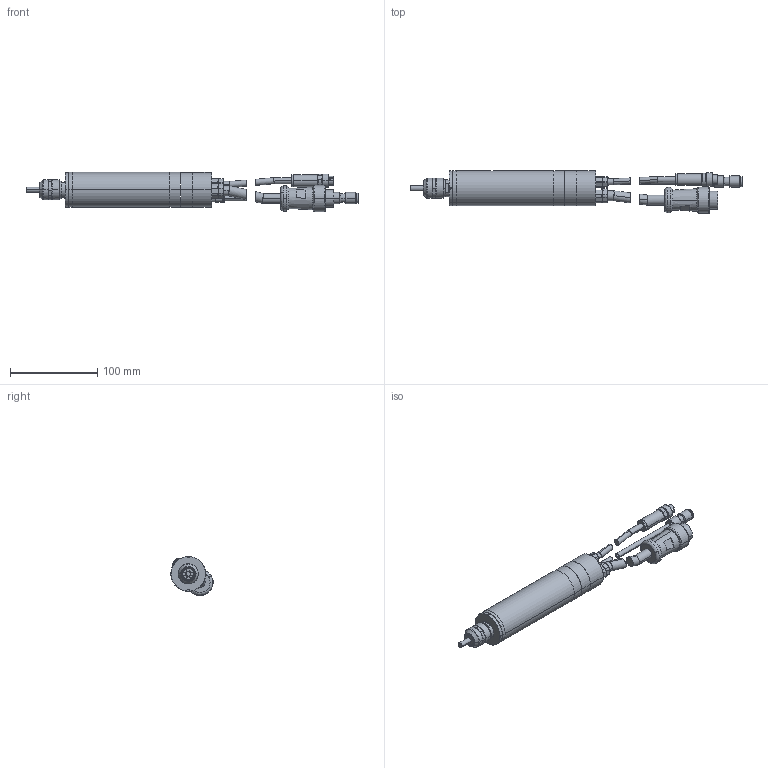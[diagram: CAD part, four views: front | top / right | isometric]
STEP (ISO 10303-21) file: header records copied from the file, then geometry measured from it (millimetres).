
FILE_DESCRIPTION (( 'STEP AP203' ), '1' );
FILE_NAME ('BMS-4040-RGD.STEP', '2021-01-12T00:55:19', ( '' ), ( '' ), 'SwSTEP 2.0', 'SolidWorks 2017', '' );
FILE_SCHEMA (( 'CONFIG_CONTROL_DESIGN' ));
Length unit declared in the file: millimetre
Products named in the file (1): BMS-4040-RGD
Bounding box: 381.17 x 48.53 x 44.89 mm (x, y, z)
Surface area: 54118.3 mm2 (no closed solid volume)
Topology: 0 solids, 35 shells, 408 faces, 1188 edges, 835 vertices
Faces by surface type: plane 144, cylinder 139, cone 98, bspline 27
Entity records: 17057 total; most frequent: CARTESIAN_POINT 6530, DIRECTION 2180, ORIENTED_EDGE 2030, EDGE_CURVE 1188, AXIS2_PLACEMENT_3D 842, VERTEX_POINT 835, LINE 496, VECTOR 496
